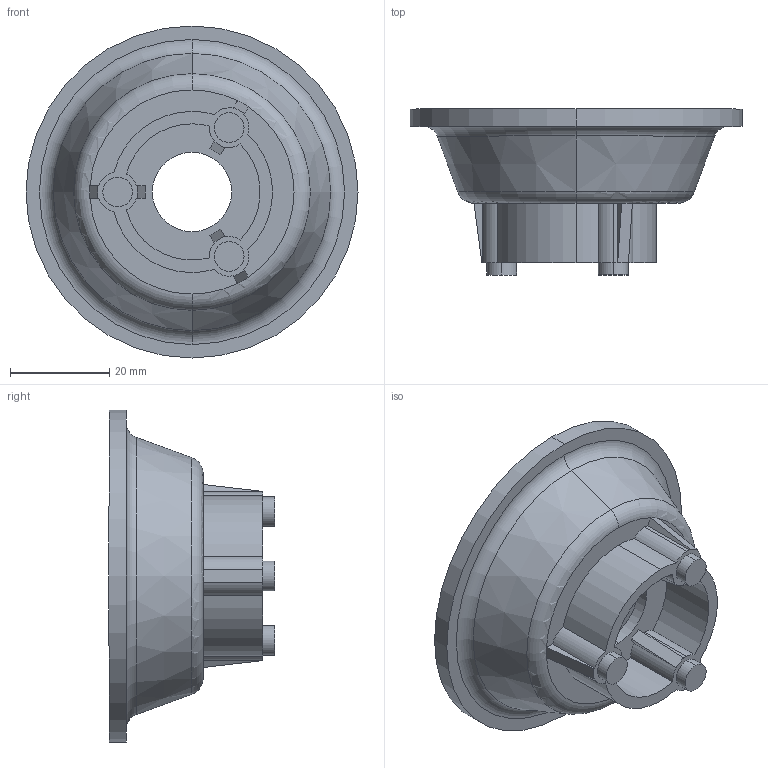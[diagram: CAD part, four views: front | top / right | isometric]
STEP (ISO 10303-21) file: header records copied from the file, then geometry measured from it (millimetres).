
FILE_DESCRIPTION (( 'STEP AP214' ), '1' );
FILE_NAME ('Coque inférieure V2.STEP', '2017-06-02T14:12:10', ( '' ), ( '' ), 'SwSTEP 2.0', 'SolidWorks 2014', '' );
FILE_SCHEMA (( 'AUTOMOTIVE_DESIGN' ));
Length unit declared in the file: millimetre
Products named in the file (1): Coque inférieure V2
Bounding box: 67 x 33.5 x 67 mm (x, y, z)
Volume: 17132.2 mm3; surface area: 14378.7 mm2
Topology: 1 solids, 1 shells, 86 faces, 210 edges, 133 vertices
Faces by surface type: cylinder 36, plane 36, torus 10, cone 4
Entity records: 2591 total; most frequent: DIRECTION 491, CARTESIAN_POINT 430, ORIENTED_EDGE 420, EDGE_CURVE 210, AXIS2_PLACEMENT_3D 194, VERTEX_POINT 133, CIRCLE 107, LINE 103
